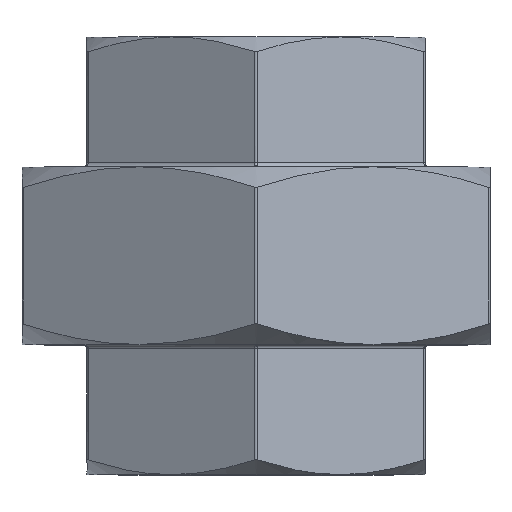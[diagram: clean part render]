
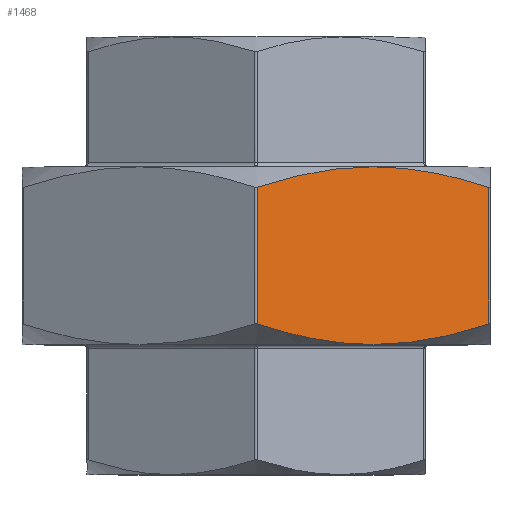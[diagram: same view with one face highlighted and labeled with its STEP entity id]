
A CAD part, top view. The second image highlights one B-rep face of the part: STEP entity #1468.
In plain terms, the highlighted planar face has unit normal (0.5, 0, 0.866).
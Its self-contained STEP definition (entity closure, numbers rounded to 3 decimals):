
#181=(
BOUNDED_CURVE()
B_SPLINE_CURVE(2,(#2343,#2344,#2345),.UNSPECIFIED.,.F.,.F.)
B_SPLINE_CURVE_WITH_KNOTS((3,3),(0.642,2.3),
 .UNSPECIFIED.)
CURVE()
GEOMETRIC_REPRESENTATION_ITEM()
RATIONAL_B_SPLINE_CURVE((1.029,1.052,1.))
REPRESENTATION_ITEM('')
);
#182=(
BOUNDED_CURVE()
B_SPLINE_CURVE(2,(#2347,#2348,#2349),.UNSPECIFIED.,.F.,.F.)
B_SPLINE_CURVE_WITH_KNOTS((3,3),(2.3,3.959),
 .UNSPECIFIED.)
CURVE()
GEOMETRIC_REPRESENTATION_ITEM()
RATIONAL_B_SPLINE_CURVE((1.,1.052,1.029))
REPRESENTATION_ITEM('')
);
#183=(
BOUNDED_CURVE()
B_SPLINE_CURVE(2,(#2353,#2354,#2355),.UNSPECIFIED.,.F.,.F.)
B_SPLINE_CURVE_WITH_KNOTS((3,3),(0.642,2.3),
 .UNSPECIFIED.)
CURVE()
GEOMETRIC_REPRESENTATION_ITEM()
RATIONAL_B_SPLINE_CURVE((1.029,1.052,1.))
REPRESENTATION_ITEM('')
);
#184=(
BOUNDED_CURVE()
B_SPLINE_CURVE(2,(#2356,#2357,#2358),.UNSPECIFIED.,.F.,.F.)
B_SPLINE_CURVE_WITH_KNOTS((3,3),(2.3,3.959),
 .UNSPECIFIED.)
CURVE()
GEOMETRIC_REPRESENTATION_ITEM()
RATIONAL_B_SPLINE_CURVE((1.,1.052,1.029))
REPRESENTATION_ITEM('')
);
#219=PLANE('',#1579);
#254=FACE_OUTER_BOUND('',#360,.T.);
#360=EDGE_LOOP('',(#1026,#1027,#1028,#1029,#1030,#1031));
#485=LINE('',#2330,#545);
#486=LINE('',#2351,#546);
#545=VECTOR('',#1784,15.776);
#546=VECTOR('',#1787,15.776);
#643=VERTEX_POINT('',#2318);
#644=VERTEX_POINT('',#2329);
#645=VERTEX_POINT('',#2342);
#646=VERTEX_POINT('',#2346);
#647=VERTEX_POINT('',#2350);
#648=VERTEX_POINT('',#2352);
#789=EDGE_CURVE('',#643,#644,#485,.T.);
#791=EDGE_CURVE('',#643,#645,#181,.T.);
#792=EDGE_CURVE('',#645,#646,#182,.T.);
#793=EDGE_CURVE('',#647,#646,#486,.T.);
#794=EDGE_CURVE('',#647,#648,#183,.T.);
#795=EDGE_CURVE('',#648,#644,#184,.T.);
#1026=ORIENTED_EDGE('',*,*,#789,.F.);
#1027=ORIENTED_EDGE('',*,*,#791,.T.);
#1028=ORIENTED_EDGE('',*,*,#792,.T.);
#1029=ORIENTED_EDGE('',*,*,#793,.F.);
#1030=ORIENTED_EDGE('',*,*,#794,.T.);
#1031=ORIENTED_EDGE('',*,*,#795,.T.);
#1468=ADVANCED_FACE('',(#254),#219,.T.);
#1579=AXIS2_PLACEMENT_3D('',#2341,#1785,#1786);
#1784=DIRECTION('',(0.,1.,0.));
#1785=DIRECTION('center_axis',(0.5,0.,0.866));
#1786=DIRECTION('ref_axis',(0.866,0.,-0.5));
#1787=DIRECTION('',(0.,-1.,0.));
#2318=CARTESIAN_POINT('',(0.15,-7.888,31.09));
#2329=CARTESIAN_POINT('',(0.15,7.888,31.09));
#2330=CARTESIAN_POINT('',(0.15,0.,31.09));
#2341=CARTESIAN_POINT('Origin',(0.,0.,31.177));
#2342=CARTESIAN_POINT('',(13.5,-10.25,23.383));
#2343=CARTESIAN_POINT('Ctrl Pts',(0.15,-7.888,31.09));
#2344=CARTESIAN_POINT('Ctrl Pts',(7.295,-10.25,26.965));
#2345=CARTESIAN_POINT('Ctrl Pts',(13.5,-10.25,23.383));
#2346=CARTESIAN_POINT('',(26.85,-7.888,15.675));
#2347=CARTESIAN_POINT('Ctrl Pts',(13.5,-10.25,23.383));
#2348=CARTESIAN_POINT('Ctrl Pts',(19.705,-10.25,19.8));
#2349=CARTESIAN_POINT('Ctrl Pts',(26.85,-7.888,15.675));
#2350=CARTESIAN_POINT('',(26.85,7.888,15.675));
#2351=CARTESIAN_POINT('',(26.85,0.,15.675));
#2352=CARTESIAN_POINT('',(13.5,10.25,23.383));
#2353=CARTESIAN_POINT('Ctrl Pts',(26.85,7.888,15.675));
#2354=CARTESIAN_POINT('Ctrl Pts',(19.705,10.25,19.8));
#2355=CARTESIAN_POINT('Ctrl Pts',(13.5,10.25,23.383));
#2356=CARTESIAN_POINT('Ctrl Pts',(13.5,10.25,23.383));
#2357=CARTESIAN_POINT('Ctrl Pts',(7.295,10.25,26.965));
#2358=CARTESIAN_POINT('Ctrl Pts',(0.15,7.888,31.09));
